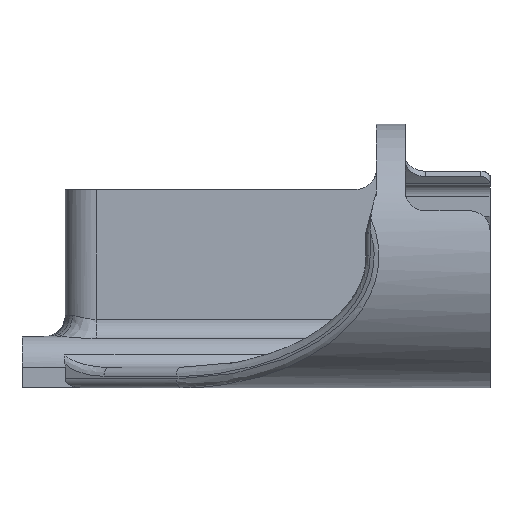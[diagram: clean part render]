
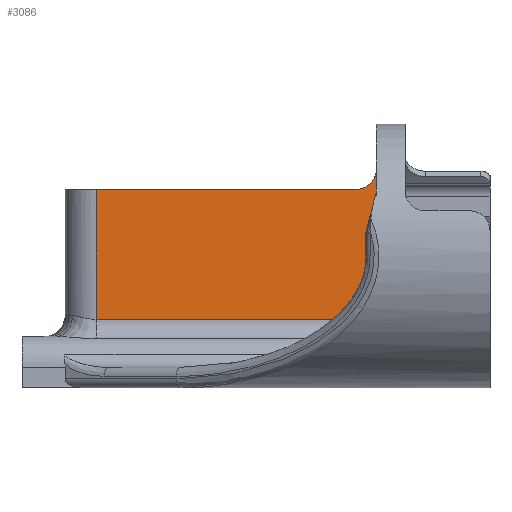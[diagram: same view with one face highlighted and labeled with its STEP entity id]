
A CAD part, left-side view. The second image highlights one B-rep face of the part: STEP entity #3086.
In plain terms, the highlighted planar face has unit normal (-1, 0, 0).
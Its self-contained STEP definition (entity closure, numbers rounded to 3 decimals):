
#152 = LINE ( 'NONE', #1817, #7488 ) ;
#195 = AXIS2_PLACEMENT_3D ( 'NONE', #6407, #3892, #3810 ) ;
#215 = CARTESIAN_POINT ( 'NONE',  ( 22.675, 67.934, -15.376 ) ) ;
#281 = ORIENTED_EDGE ( 'NONE', *, *, #940, .T. ) ;
#334 = PLANE ( 'NONE',  #195 ) ;
#363 = ORIENTED_EDGE ( 'NONE', *, *, #6113, .T. ) ;
#620 = CARTESIAN_POINT ( 'NONE',  ( 22.675, 0., -15.376 ) ) ;
#765 = CARTESIAN_POINT ( 'NONE',  ( 22.675, 67.934, 16.1 ) ) ;
#848 = ORIENTED_EDGE ( 'NONE', *, *, #4613, .T. ) ;
#940 = EDGE_CURVE ( 'NONE', #3099, #5413, #7089, .T. ) ;
#1196 = VECTOR ( 'NONE', #2569, 1000. ) ;
#1550 = ORIENTED_EDGE ( 'NONE', *, *, #3470, .T. ) ;
#1687 = VERTEX_POINT ( 'NONE', #3176 ) ;
#1805 = CARTESIAN_POINT ( 'NONE',  ( 22.675, 5., 21.1 ) ) ;
#1817 = CARTESIAN_POINT ( 'NONE',  ( 22.675, 67.934, 0. ) ) ;
#1932 = LINE ( 'NONE', #3164, #1196 ) ;
#2399 = DIRECTION ( 'NONE',  ( 0., 0., 1. ) ) ;
#2569 = DIRECTION ( 'NONE',  ( 0., -1., 0. ) ) ;
#3027 = EDGE_CURVE ( 'NONE', #6653, #7182, #1932, .T. ) ;
#3036 = LINE ( 'NONE', #6191, #5272 ) ;
#3086 = ADVANCED_FACE ( 'NONE', ( #3197 ), #334, .T. ) ;
#3093 = DIRECTION ( 'NONE',  ( 0., 0., -1. ) ) ;
#3099 = VERTEX_POINT ( 'NONE', #215 ) ;
#3164 = CARTESIAN_POINT ( 'NONE',  ( 22.675, 67.934, 16.1 ) ) ;
#3176 = CARTESIAN_POINT ( 'NONE',  ( 22.675, 0., 21.1 ) ) ;
#3197 = FACE_OUTER_BOUND ( 'NONE', #6599, .T. ) ;
#3470 = EDGE_CURVE ( 'NONE', #1687, #7182, #5133, .T. ) ;
#3810 = DIRECTION ( 'NONE',  ( 0., 0., 1. ) ) ;
#3892 = DIRECTION ( 'NONE',  ( -1., 0., 0. ) ) ;
#4069 = CARTESIAN_POINT ( 'NONE',  ( 22.675, 0., -15.376 ) ) ;
#4094 = AXIS2_PLACEMENT_3D ( 'NONE', #1805, #4194, #6685 ) ;
#4194 = DIRECTION ( 'NONE',  ( 1., 0., 0. ) ) ;
#4613 = EDGE_CURVE ( 'NONE', #5413, #1687, #3036, .T. ) ;
#4777 = CARTESIAN_POINT ( 'NONE',  ( 22.675, 5., 16.1 ) ) ;
#4943 = VECTOR ( 'NONE', #7021, 1000. ) ;
#5133 = CIRCLE ( 'NONE', #4094, 5. ) ;
#5272 = VECTOR ( 'NONE', #2399, 1000. ) ;
#5413 = VERTEX_POINT ( 'NONE', #620 ) ;
#5425 = ORIENTED_EDGE ( 'NONE', *, *, #3027, .F. ) ;
#6113 = EDGE_CURVE ( 'NONE', #6653, #3099, #152, .T. ) ;
#6191 = CARTESIAN_POINT ( 'NONE',  ( 22.675, 0., -19.5 ) ) ;
#6407 = CARTESIAN_POINT ( 'NONE',  ( 22.675, 0., 0. ) ) ;
#6599 = EDGE_LOOP ( 'NONE', ( #363, #281, #848, #1550, #5425 ) ) ;
#6653 = VERTEX_POINT ( 'NONE', #765 ) ;
#6685 = DIRECTION ( 'NONE',  ( 0., 0., 1. ) ) ;
#7021 = DIRECTION ( 'NONE',  ( 0., -1., 0. ) ) ;
#7089 = LINE ( 'NONE', #4069, #4943 ) ;
#7182 = VERTEX_POINT ( 'NONE', #4777 ) ;
#7488 = VECTOR ( 'NONE', #3093, 1000. ) ;
